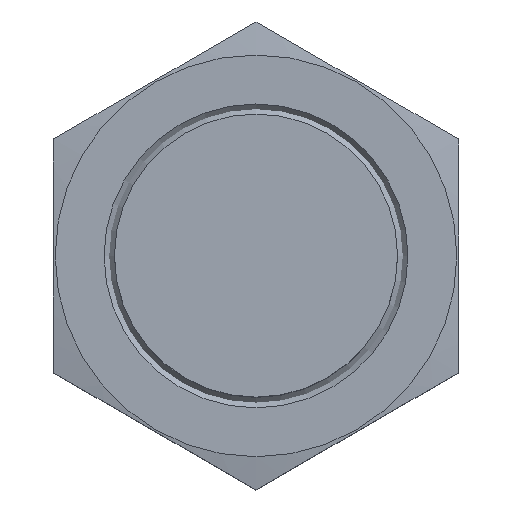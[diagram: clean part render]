
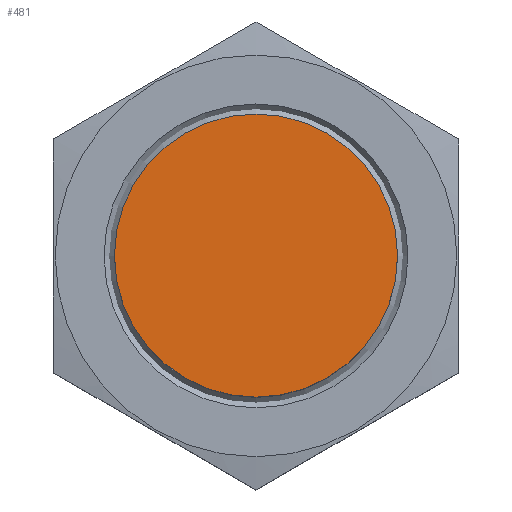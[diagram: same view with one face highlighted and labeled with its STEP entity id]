
A CAD part, top view. The second image highlights one B-rep face of the part: STEP entity #481.
In plain terms, the highlighted face is planar.
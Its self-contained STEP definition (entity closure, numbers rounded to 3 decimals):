
#99=ORIENTED_EDGE('',*,*,#187,.F.);
#187=EDGE_CURVE('',#231,#231,#261,.T.);
#231=VERTEX_POINT('',#686);
#261=CIRCLE('',#522,8.387);
#276=EDGE_LOOP('',(#99));
#318=FACE_BOUND('',#276,.T.);
#358=PLANE('',#521);
#481=ADVANCED_FACE('',(#318),#358,.F.);
#521=AXIS2_PLACEMENT_3D('',#684,#574,#575);
#522=AXIS2_PLACEMENT_3D('',#685,#576,#577);
#574=DIRECTION('',(1.,0.,0.));
#575=DIRECTION('',(0.,0.,-1.));
#576=DIRECTION('',(1.,0.,0.));
#577=DIRECTION('',(0.,0.,-1.));
#684=CARTESIAN_POINT('',(-10.,0.,0.));
#685=CARTESIAN_POINT('',(-10.,0.,0.));
#686=CARTESIAN_POINT('',(-10.,0.,-8.387));
